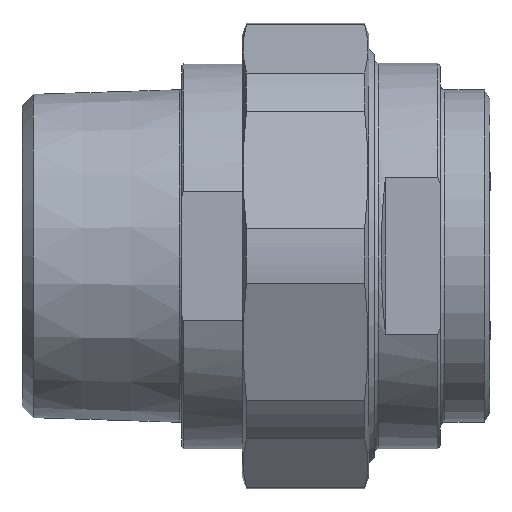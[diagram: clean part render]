
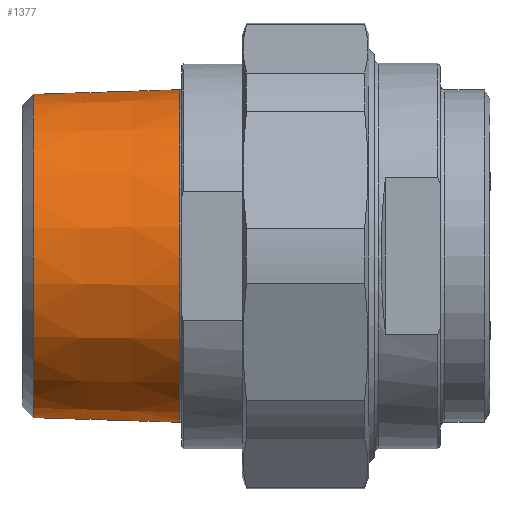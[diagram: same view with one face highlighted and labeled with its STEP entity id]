
A CAD part, front view. The second image highlights one B-rep face of the part: STEP entity #1377.
In plain terms, the highlighted conical face has half-angle 1.8 degrees and reference radius 29.756 mm.
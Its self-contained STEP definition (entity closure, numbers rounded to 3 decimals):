
#77=CONICAL_SURFACE('',#1616,29.756,0.031);
#201=FACE_OUTER_BOUND('',#293,.T.);
#293=EDGE_LOOP('',(#1193,#1194,#1195,#1196,#1197,#1198));
#369=LINE('',#2523,#431);
#431=VECTOR('',#2022,29.756);
#520=CIRCLE('',#1613,30.199);
#522=CIRCLE('',#1615,30.199);
#523=CIRCLE('',#1617,29.363);
#524=CIRCLE('',#1618,29.363);
#658=VERTEX_POINT('',#2516);
#659=VERTEX_POINT('',#2517);
#660=VERTEX_POINT('',#2522);
#661=VERTEX_POINT('',#2524);
#843=EDGE_CURVE('',#658,#659,#520,.T.);
#845=EDGE_CURVE('',#659,#658,#522,.T.);
#846=EDGE_CURVE('',#658,#660,#369,.T.);
#847=EDGE_CURVE('',#661,#660,#523,.T.);
#848=EDGE_CURVE('',#660,#661,#524,.T.);
#1193=ORIENTED_EDGE('',*,*,#843,.F.);
#1194=ORIENTED_EDGE('',*,*,#846,.T.);
#1195=ORIENTED_EDGE('',*,*,#847,.F.);
#1196=ORIENTED_EDGE('',*,*,#848,.F.);
#1197=ORIENTED_EDGE('',*,*,#846,.F.);
#1198=ORIENTED_EDGE('',*,*,#845,.F.);
#1377=ADVANCED_FACE('',(#201),#77,.T.);
#1613=AXIS2_PLACEMENT_3D('',#2518,#2014,#2015);
#1615=AXIS2_PLACEMENT_3D('',#2520,#2018,#2019);
#1616=AXIS2_PLACEMENT_3D('',#2521,#2020,#2021);
#1617=AXIS2_PLACEMENT_3D('',#2525,#2023,#2024);
#1618=AXIS2_PLACEMENT_3D('',#2526,#2025,#2026);
#2014=DIRECTION('center_axis',(1.,0.,0.));
#2015=DIRECTION('ref_axis',(0.,-1.,0.));
#2018=DIRECTION('center_axis',(1.,0.,0.));
#2019=DIRECTION('ref_axis',(0.,-1.,0.));
#2020=DIRECTION('center_axis',(1.,0.,0.));
#2021=DIRECTION('ref_axis',(0.,1.,0.));
#2022=DIRECTION('',(-1.,0.031,0.));
#2023=DIRECTION('center_axis',(-1.,0.,0.));
#2024=DIRECTION('ref_axis',(0.,-1.,0.));
#2025=DIRECTION('center_axis',(-1.,0.,0.));
#2026=DIRECTION('ref_axis',(0.,-1.,0.));
#2516=CARTESIAN_POINT('',(-25.887,-30.199,0.));
#2517=CARTESIAN_POINT('',(-25.887,0.,30.199));
#2518=CARTESIAN_POINT('Origin',(-25.887,0.,0.));
#2520=CARTESIAN_POINT('Origin',(-25.887,0.,0.));
#2521=CARTESIAN_POINT('Origin',(-40.,0.,0.));
#2522=CARTESIAN_POINT('',(-52.501,-29.363,0.));
#2523=CARTESIAN_POINT('',(-40.,-29.756,0.));
#2524=CARTESIAN_POINT('',(-52.501,29.363,0.));
#2525=CARTESIAN_POINT('Origin',(-52.501,0.,0.));
#2526=CARTESIAN_POINT('Origin',(-52.501,0.,0.));
